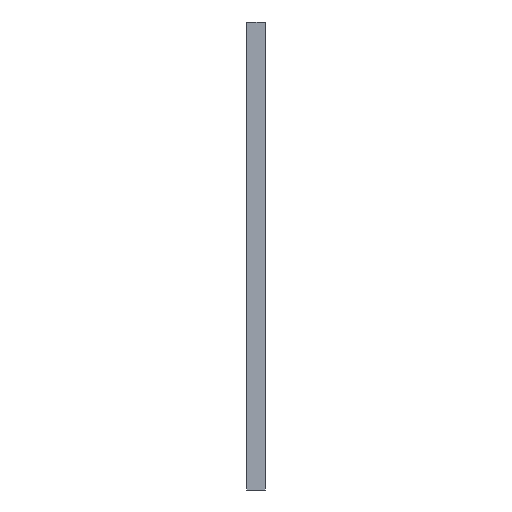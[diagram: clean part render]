
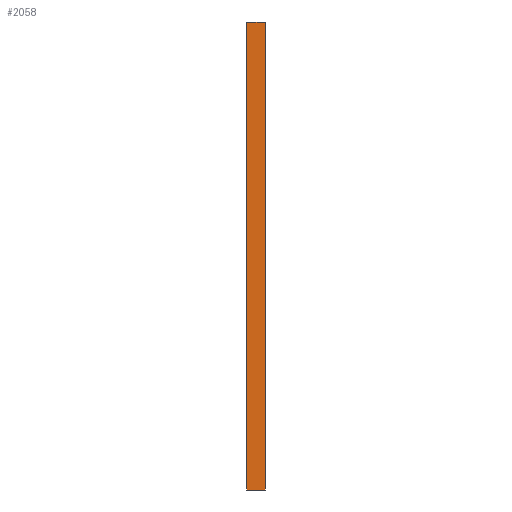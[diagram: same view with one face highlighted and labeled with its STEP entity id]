
A CAD part, left-side view. The second image highlights one B-rep face of the part: STEP entity #2058.
In plain terms, the highlighted planar face has unit normal (-1, 0, 0).
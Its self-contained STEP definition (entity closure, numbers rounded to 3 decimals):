
#1171=CARTESIAN_POINT('',(-185.976,312.196,570.032));
#1172=VERTEX_POINT('',#1171);
#1179=CARTESIAN_POINT('',(-185.976,312.196,470.032));
#1180=VERTEX_POINT('',#1179);
#1181=CARTESIAN_POINT('',(-185.976,312.196,570.032));
#1182=DIRECTION('',(0.,0.,-1.));
#1183=VECTOR('',#1182,100.);
#1184=LINE('',#1181,#1183);
#1185=EDGE_CURVE('',#1172,#1180,#1184,.T.);
#1877=CARTESIAN_POINT('',(-185.976,316.199,570.032));
#1878=VERTEX_POINT('',#1877);
#1893=CARTESIAN_POINT('',(-185.976,316.199,470.032));
#1894=VERTEX_POINT('',#1893);
#1901=CARTESIAN_POINT('',(-185.976,316.199,570.032));
#1902=DIRECTION('',(0.,0.,-1.));
#1903=VECTOR('',#1902,100.);
#1904=LINE('',#1901,#1903);
#1905=EDGE_CURVE('',#1878,#1894,#1904,.T.);
#2026=CARTESIAN_POINT('',(-185.976,312.196,570.032));
#2027=DIRECTION('',(-0.,1.,0.));
#2028=VECTOR('',#2027,4.003);
#2029=LINE('',#2026,#2028);
#2030=EDGE_CURVE('',#1172,#1878,#2029,.T.);
#2042=CARTESIAN_POINT('',(-185.976,312.196,570.032));
#2043=DIRECTION('',(1.,0.,0.));
#2044=DIRECTION('',(0.,0.,-1.));
#2045=AXIS2_PLACEMENT_3D('',#2042,#2043,#2044);
#2046=PLANE('',#2045);
#2047=ORIENTED_EDGE('',*,*,#1905,.T.);
#2048=CARTESIAN_POINT('',(-185.976,312.196,470.032));
#2049=DIRECTION('',(-0.,1.,0.));
#2050=VECTOR('',#2049,4.003);
#2051=LINE('',#2048,#2050);
#2052=EDGE_CURVE('',#1180,#1894,#2051,.T.);
#2053=ORIENTED_EDGE('',*,*,#2052,.F.);
#2054=ORIENTED_EDGE('',*,*,#1185,.F.);
#2055=ORIENTED_EDGE('',*,*,#2030,.T.);
#2056=EDGE_LOOP('',(#2047,#2053,#2054,#2055));
#2057=FACE_BOUND('',#2056,.T.);
#2058=ADVANCED_FACE('',(#2057),#2046,.F.);
